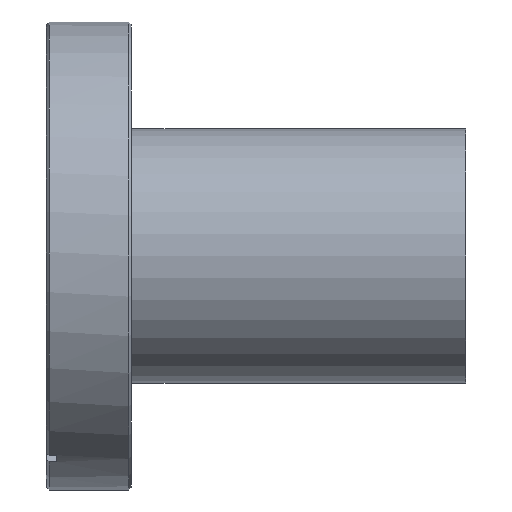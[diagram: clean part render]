
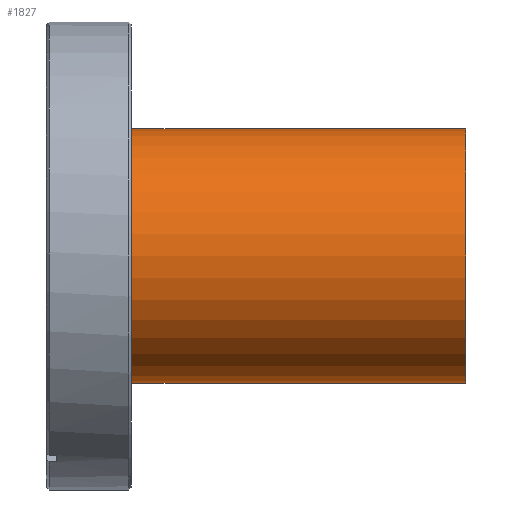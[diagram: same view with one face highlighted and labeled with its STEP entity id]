
A CAD part, left-side view. The second image highlights one B-rep face of the part: STEP entity #1827.
In plain terms, the highlighted cylindrical face has radius 19.05 mm (diameter 38.1 mm), a partial arc.
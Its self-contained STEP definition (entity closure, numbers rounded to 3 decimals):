
#69 = AXIS2_PLACEMENT_3D ( 'NONE', #216, #756, #1477 ) ;
#122 = EDGE_CURVE ( 'NONE', #748, #1887, #1867, .T. ) ;
#178 = EDGE_CURVE ( 'NONE', #914, #748, #1677, .T. ) ;
#216 = CARTESIAN_POINT ( 'NONE',  ( 0., -28.7, 0. ) ) ;
#231 = EDGE_CURVE ( 'NONE', #1336, #1887, #1694, .T. ) ;
#407 = DIRECTION ( 'NONE',  ( 0., -1., 0. ) ) ;
#451 = CARTESIAN_POINT ( 'NONE',  ( 0., -28.7, -19.05 ) ) ;
#459 = DIRECTION ( 'NONE',  ( 0., 0., -1. ) ) ;
#663 = CARTESIAN_POINT ( 'NONE',  ( 0., -28.7, 19.05 ) ) ;
#705 = EDGE_LOOP ( 'NONE', ( #2042, #2085, #2224, #1194 ) ) ;
#748 = VERTEX_POINT ( 'NONE', #451 ) ;
#756 = DIRECTION ( 'NONE',  ( 0., 1., 0. ) ) ;
#835 = DIRECTION ( 'NONE',  ( 0., 1., 0. ) ) ;
#914 = VERTEX_POINT ( 'NONE', #992 ) ;
#992 = CARTESIAN_POINT ( 'NONE',  ( 0., 28.7, -19.05 ) ) ;
#1120 = CARTESIAN_POINT ( 'NONE',  ( 0., 28.7, -19.05 ) ) ;
#1180 = DIRECTION ( 'NONE',  ( 0., -1., 0. ) ) ;
#1194 = ORIENTED_EDGE ( 'NONE', *, *, #122, .T. ) ;
#1258 = EDGE_CURVE ( 'NONE', #914, #1336, #2119, .T. ) ;
#1336 = VERTEX_POINT ( 'NONE', #1585 ) ;
#1339 = FACE_OUTER_BOUND ( 'NONE', #705, .T. ) ;
#1409 = CYLINDRICAL_SURFACE ( 'NONE', #2166, 19.05 ) ;
#1477 = DIRECTION ( 'NONE',  ( 0., 0., 1. ) ) ;
#1502 = AXIS2_PLACEMENT_3D ( 'NONE', #1919, #835, #2099 ) ;
#1537 = CARTESIAN_POINT ( 'NONE',  ( 0., 28.7, 0. ) ) ;
#1585 = CARTESIAN_POINT ( 'NONE',  ( 0., 28.7, 19.05 ) ) ;
#1677 = LINE ( 'NONE', #1120, #1787 ) ;
#1694 = LINE ( 'NONE', #1993, #2301 ) ;
#1787 = VECTOR ( 'NONE', #407, 1000. ) ;
#1827 = ADVANCED_FACE ( 'NONE', ( #1339 ), #1409, .T. ) ;
#1867 = CIRCLE ( 'NONE', #69, 19.05 ) ;
#1887 = VERTEX_POINT ( 'NONE', #663 ) ;
#1919 = CARTESIAN_POINT ( 'NONE',  ( 0., 28.7, 0. ) ) ;
#1993 = CARTESIAN_POINT ( 'NONE',  ( 0., 28.7, 19.05 ) ) ;
#2042 = ORIENTED_EDGE ( 'NONE', *, *, #231, .F. ) ;
#2085 = ORIENTED_EDGE ( 'NONE', *, *, #1258, .F. ) ;
#2099 = DIRECTION ( 'NONE',  ( 0., 0., 1. ) ) ;
#2119 = CIRCLE ( 'NONE', #1502, 19.05 ) ;
#2166 = AXIS2_PLACEMENT_3D ( 'NONE', #1537, #1180, #459 ) ;
#2182 = DIRECTION ( 'NONE',  ( 0., -1., 0. ) ) ;
#2224 = ORIENTED_EDGE ( 'NONE', *, *, #178, .T. ) ;
#2301 = VECTOR ( 'NONE', #2182, 1000. ) ;
